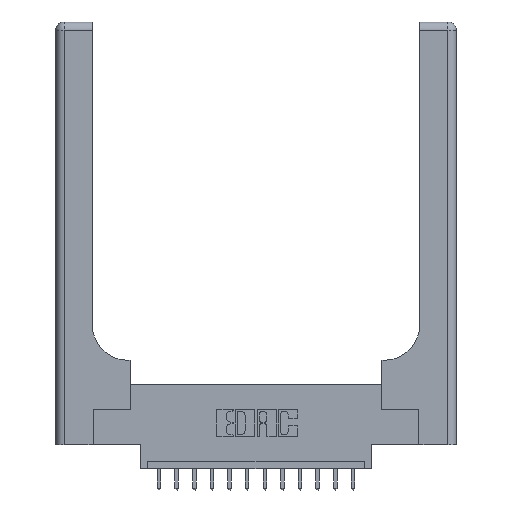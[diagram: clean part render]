
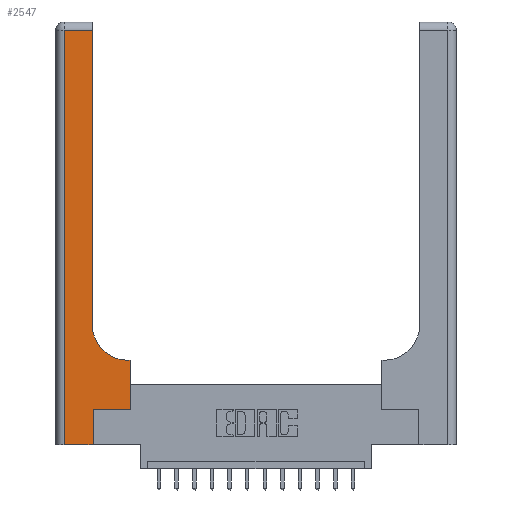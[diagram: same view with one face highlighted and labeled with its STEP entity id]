
A CAD part, top view. The second image highlights one B-rep face of the part: STEP entity #2547.
In plain terms, the highlighted planar face has unit normal (0, 0, 1).
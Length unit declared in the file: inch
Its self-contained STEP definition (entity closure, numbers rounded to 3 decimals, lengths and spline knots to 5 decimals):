
#214 = VERTEX_POINT ( 'NONE', #12914 ) ;
#267 = ORIENTED_EDGE ( 'NONE', *, *, #16546, .T. ) ;
#306 = VERTEX_POINT ( 'NONE', #1455 ) ;
#408 = LINE ( 'NONE', #12552, #9890 ) ;
#699 = LINE ( 'NONE', #4706, #2320 ) ;
#1097 = ORIENTED_EDGE ( 'NONE', *, *, #2888, .T. ) ;
#1195 = FACE_OUTER_BOUND ( 'NONE', #2948, .T. ) ;
#1426 = EDGE_CURVE ( 'NONE', #16482, #16091, #13027, .T. ) ;
#1455 = CARTESIAN_POINT ( 'NONE',  ( 0.26, 2.94, 0.37 ) ) ;
#1700 = VERTEX_POINT ( 'NONE', #2278 ) ;
#1715 = VERTEX_POINT ( 'NONE', #7609 ) ;
#1832 = EDGE_CURVE ( 'NONE', #16091, #16560, #17043, .T. ) ;
#2126 = VECTOR ( 'NONE', #5346, 39.37008 ) ;
#2278 = CARTESIAN_POINT ( 'NONE',  ( 0.265, 0., 0.37 ) ) ;
#2320 = VECTOR ( 'NONE', #15351, 39.37008 ) ;
#2440 = VECTOR ( 'NONE', #12809, 39.37008 ) ;
#2493 = DIRECTION ( 'NONE',  ( 0., 1., 0. ) ) ;
#2537 = LINE ( 'NONE', #10678, #2126 ) ;
#2547 = ADVANCED_FACE ( 'NONE', ( #1195 ), #15680, .F. ) ;
#2832 = CARTESIAN_POINT ( 'NONE',  ( 0.265, 0., 0.37 ) ) ;
#2888 = EDGE_CURVE ( 'NONE', #214, #3878, #13928, .T. ) ;
#2948 = EDGE_LOOP ( 'NONE', ( #267, #4728, #12910, #15918, #3632, #1097, #12996, #11424, #9644 ) ) ;
#3368 = CARTESIAN_POINT ( 'NONE',  ( 0.528, 0.25, 0.37 ) ) ;
#3555 = EDGE_CURVE ( 'NONE', #1700, #214, #3805, .T. ) ;
#3632 = ORIENTED_EDGE ( 'NONE', *, *, #3555, .T. ) ;
#3805 = LINE ( 'NONE', #2832, #5528 ) ;
#3878 = VERTEX_POINT ( 'NONE', #11587 ) ;
#4677 = CARTESIAN_POINT ( 'NONE',  ( 0.265, 0.25, 0.37 ) ) ;
#4706 = CARTESIAN_POINT ( 'NONE',  ( 0., 0., 0.37 ) ) ;
#4728 = ORIENTED_EDGE ( 'NONE', *, *, #12992, .T. ) ;
#5046 = DIRECTION ( 'NONE',  ( 0., 0., -1. ) ) ;
#5346 = DIRECTION ( 'NONE',  ( -1., 0., 0. ) ) ;
#5528 = VECTOR ( 'NONE', #2493, 39.37008 ) ;
#5658 = LINE ( 'NONE', #16290, #2440 ) ;
#6006 = DIRECTION ( 'NONE',  ( 0., 1., 0. ) ) ;
#7609 = CARTESIAN_POINT ( 'NONE',  ( 0.06, 0., 0.37 ) ) ;
#7880 = CARTESIAN_POINT ( 'NONE',  ( 0.26, 0.6, 0.37 ) ) ;
#8054 = DIRECTION ( 'NONE',  ( 1., 0., 0. ) ) ;
#9255 = CARTESIAN_POINT ( 'NONE',  ( 0.51, 0.85, 0.37 ) ) ;
#9410 = VERTEX_POINT ( 'NONE', #9437 ) ;
#9437 = CARTESIAN_POINT ( 'NONE',  ( 0.06, 2.94, 0.37 ) ) ;
#9530 = AXIS2_PLACEMENT_3D ( 'NONE', #9255, #14590, #8054 ) ;
#9644 = ORIENTED_EDGE ( 'NONE', *, *, #1832, .T. ) ;
#9744 = DIRECTION ( 'NONE',  ( 0., -1., 0. ) ) ;
#9890 = VECTOR ( 'NONE', #9744, 39.37008 ) ;
#10031 = EDGE_CURVE ( 'NONE', #1715, #1700, #699, .T. ) ;
#10169 = DIRECTION ( 'NONE',  ( 1., 0., 0. ) ) ;
#10678 = CARTESIAN_POINT ( 'NONE',  ( 0., 2.94, 0.37 ) ) ;
#10711 = CARTESIAN_POINT ( 'NONE',  ( 0., 3., 0.37 ) ) ;
#11011 = CARTESIAN_POINT ( 'NONE',  ( 0.51, 0.6, 0.37 ) ) ;
#11175 = AXIS2_PLACEMENT_3D ( 'NONE', #10711, #5046, #13410 ) ;
#11424 = ORIENTED_EDGE ( 'NONE', *, *, #1426, .T. ) ;
#11585 = EDGE_CURVE ( 'NONE', #9410, #1715, #408, .T. ) ;
#11587 = CARTESIAN_POINT ( 'NONE',  ( 0.528, 0.25, 0.37 ) ) ;
#12552 = CARTESIAN_POINT ( 'NONE',  ( 0.06, 3., 0.37 ) ) ;
#12559 = LINE ( 'NONE', #3368, #14685 ) ;
#12647 = CARTESIAN_POINT ( 'NONE',  ( 0.26, 0.85, 0.37 ) ) ;
#12809 = DIRECTION ( 'NONE',  ( 0., 1., 0. ) ) ;
#12910 = ORIENTED_EDGE ( 'NONE', *, *, #11585, .T. ) ;
#12914 = CARTESIAN_POINT ( 'NONE',  ( 0.265, 0.25, 0.37 ) ) ;
#12992 = EDGE_CURVE ( 'NONE', #306, #9410, #2537, .T. ) ;
#12996 = ORIENTED_EDGE ( 'NONE', *, *, #15178, .T. ) ;
#13027 = LINE ( 'NONE', #7880, #15931 ) ;
#13197 = DIRECTION ( 'NONE',  ( -1., 0., 0. ) ) ;
#13410 = DIRECTION ( 'NONE',  ( -1., 0., 0. ) ) ;
#13860 = CARTESIAN_POINT ( 'NONE',  ( 0.528, 0.6, 0.37 ) ) ;
#13928 = LINE ( 'NONE', #4677, #17024 ) ;
#14590 = DIRECTION ( 'NONE',  ( 0., 0., -1. ) ) ;
#14685 = VECTOR ( 'NONE', #6006, 39.37008 ) ;
#15178 = EDGE_CURVE ( 'NONE', #3878, #16482, #12559, .T. ) ;
#15351 = DIRECTION ( 'NONE',  ( 1., 0., 0. ) ) ;
#15680 = PLANE ( 'NONE',  #11175 ) ;
#15918 = ORIENTED_EDGE ( 'NONE', *, *, #10031, .T. ) ;
#15931 = VECTOR ( 'NONE', #13197, 39.37008 ) ;
#16091 = VERTEX_POINT ( 'NONE', #11011 ) ;
#16290 = CARTESIAN_POINT ( 'NONE',  ( 0.26, 3., 0.37 ) ) ;
#16482 = VERTEX_POINT ( 'NONE', #13860 ) ;
#16546 = EDGE_CURVE ( 'NONE', #16560, #306, #5658, .T. ) ;
#16560 = VERTEX_POINT ( 'NONE', #12647 ) ;
#17024 = VECTOR ( 'NONE', #10169, 39.37008 ) ;
#17043 = CIRCLE ( 'NONE', #9530, 0.25 ) ;
